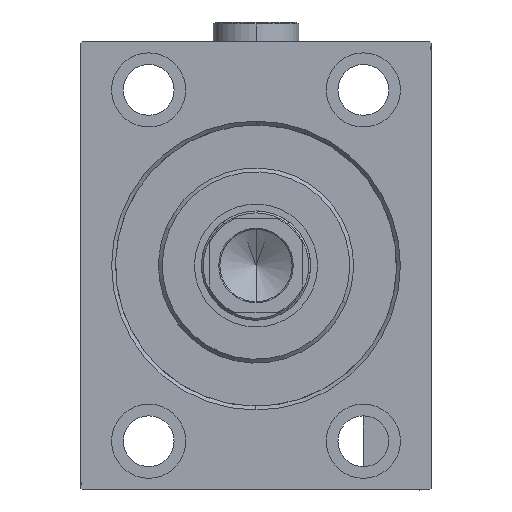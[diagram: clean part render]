
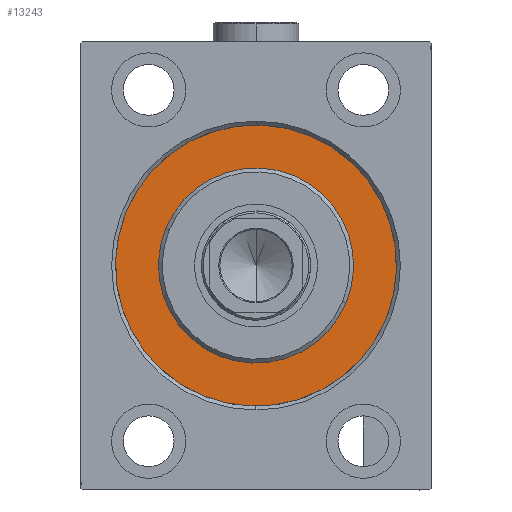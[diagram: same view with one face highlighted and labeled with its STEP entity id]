
A CAD part, left-side view. The second image highlights one B-rep face of the part: STEP entity #13243.
In plain terms, the highlighted face is planar.
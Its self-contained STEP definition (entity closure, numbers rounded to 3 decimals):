
#684 = DIRECTION ( 'NONE',  ( 0., 0., 1. ) ) ;
#1341 = CARTESIAN_POINT ( 'NONE',  ( 0., 0., -36. ) ) ;
#2811 = AXIS2_PLACEMENT_3D ( 'NONE', #10522, #27932, #684 ) ;
#6934 = CARTESIAN_POINT ( 'NONE',  ( 0., 0., 0. ) ) ;
#7033 = FACE_BOUND ( 'NONE', #14476, .T. ) ;
#7265 = CARTESIAN_POINT ( 'NONE',  ( 0., 0., 0. ) ) ;
#7613 = ORIENTED_EDGE ( 'NONE', *, *, #14437, .F. ) ;
#8568 = ORIENTED_EDGE ( 'NONE', *, *, #35224, .F. ) ;
#9081 = DIRECTION ( 'NONE',  ( 1., 0., 0. ) ) ;
#9691 = ORIENTED_EDGE ( 'NONE', *, *, #38421, .F. ) ;
#10522 = CARTESIAN_POINT ( 'NONE',  ( 0., 0., 0. ) ) ;
#12696 = CARTESIAN_POINT ( 'NONE',  ( 0., 0., -25. ) ) ;
#13243 = ADVANCED_FACE ( 'NONE', ( #7033, #45090 ), #34987, .F. ) ;
#14125 = DIRECTION ( 'NONE',  ( 0., 0., 1. ) ) ;
#14437 = EDGE_CURVE ( 'NONE', #41075, #25082, #22562, .T. ) ;
#14476 = EDGE_LOOP ( 'NONE', ( #21943, #8568 ) ) ;
#16563 = AXIS2_PLACEMENT_3D ( 'NONE', #21323, #31630, #28651 ) ;
#16864 = DIRECTION ( 'NONE',  ( 0., 0., -1. ) ) ;
#17199 = CARTESIAN_POINT ( 'NONE',  ( 0., 0., 36. ) ) ;
#17210 = VERTEX_POINT ( 'NONE', #12696 ) ;
#19851 = EDGE_LOOP ( 'NONE', ( #7613, #9691 ) ) ;
#20001 = VERTEX_POINT ( 'NONE', #44338 ) ;
#21323 = CARTESIAN_POINT ( 'NONE',  ( 0., 0., 0. ) ) ;
#21737 = AXIS2_PLACEMENT_3D ( 'NONE', #6934, #34661, #34880 ) ;
#21943 = ORIENTED_EDGE ( 'NONE', *, *, #37991, .F. ) ;
#22562 = CIRCLE ( 'NONE', #2811, 36. ) ;
#25082 = VERTEX_POINT ( 'NONE', #17199 ) ;
#26037 = CIRCLE ( 'NONE', #16563, 25. ) ;
#26815 = DIRECTION ( 'NONE',  ( -1., 0., 0. ) ) ;
#26857 = AXIS2_PLACEMENT_3D ( 'NONE', #44370, #9081, #16864 ) ;
#27932 = DIRECTION ( 'NONE',  ( -1., 0., 0. ) ) ;
#28651 = DIRECTION ( 'NONE',  ( 0., 0., -1. ) ) ;
#31630 = DIRECTION ( 'NONE',  ( 1., 0., 0. ) ) ;
#34661 = DIRECTION ( 'NONE',  ( -1., 0., 0. ) ) ;
#34880 = DIRECTION ( 'NONE',  ( 0., 0., 1. ) ) ;
#34987 = PLANE ( 'NONE',  #44532 ) ;
#35224 = EDGE_CURVE ( 'NONE', #17210, #20001, #26037, .T. ) ;
#37880 = CIRCLE ( 'NONE', #21737, 36. ) ;
#37991 = EDGE_CURVE ( 'NONE', #20001, #17210, #41484, .T. ) ;
#38421 = EDGE_CURVE ( 'NONE', #25082, #41075, #37880, .T. ) ;
#41075 = VERTEX_POINT ( 'NONE', #1341 ) ;
#41484 = CIRCLE ( 'NONE', #26857, 25. ) ;
#44338 = CARTESIAN_POINT ( 'NONE',  ( 0., 0., 25. ) ) ;
#44370 = CARTESIAN_POINT ( 'NONE',  ( 0., 0., 0. ) ) ;
#44532 = AXIS2_PLACEMENT_3D ( 'NONE', #7265, #26815, #14125 ) ;
#45090 = FACE_OUTER_BOUND ( 'NONE', #19851, .T. ) ;
